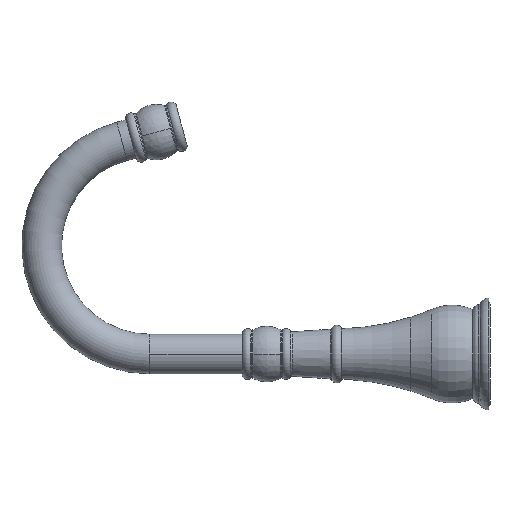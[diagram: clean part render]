
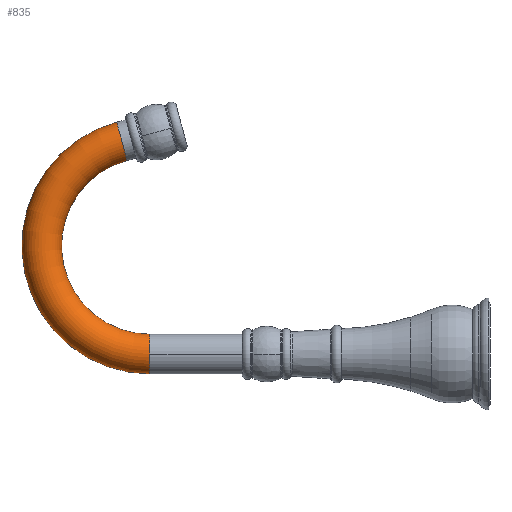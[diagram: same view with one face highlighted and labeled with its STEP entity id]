
A CAD part, left-side view. The second image highlights one B-rep face of the part: STEP entity #835.
In plain terms, the highlighted toroidal (fillet/blend) face has major radius 60 mm and minor radius 11 mm.
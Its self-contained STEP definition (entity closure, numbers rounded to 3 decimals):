
#260 = DIRECTION ( 'NONE',  ( -1., 0., 0. ) ) ;
#835 = ADVANCED_FACE ( 'NONE', ( #27986 ), #15558, .T. ) ;
#3956 = CIRCLE ( 'NONE', #35546, 71. ) ;
#6279 = EDGE_CURVE ( 'NONE', #63691, #15707, #79016, .T. ) ;
#6414 = ORIENTED_EDGE ( 'NONE', *, *, #71309, .F. ) ;
#7267 = DIRECTION ( 'NONE',  ( 0.259, -0.966, 0. ) ) ;
#7352 = EDGE_CURVE ( 'NONE', #15707, #44883, #49522, .T. ) ;
#7671 = DIRECTION ( 'NONE',  ( 0., 0., 1. ) ) ;
#8229 = DIRECTION ( 'NONE',  ( 0., 0., -1. ) ) ;
#10716 = AXIS2_PLACEMENT_3D ( 'NONE', #31572, #56761, #260 ) ;
#15558 = TOROIDAL_SURFACE ( 'NONE', #61639, 60., 11. ) ;
#15644 = CARTESIAN_POINT ( 'NONE',  ( 0., 53., 0. ) ) ;
#15707 = VERTEX_POINT ( 'NONE', #34209 ) ;
#17630 = CARTESIAN_POINT ( 'NONE',  ( 128.581, 71.376, 0. ) ) ;
#22219 = DIRECTION ( 'NONE',  ( 0., 1., 0. ) ) ;
#24902 = CIRCLE ( 'NONE', #37949, 11. ) ;
#26633 = CARTESIAN_POINT ( 'NONE',  ( 117.956, 68.529, 0. ) ) ;
#27986 = FACE_OUTER_BOUND ( 'NONE', #49892, .T. ) ;
#28558 = CARTESIAN_POINT ( 'NONE',  ( 60., 53., 0. ) ) ;
#28781 = CARTESIAN_POINT ( 'NONE',  ( 60., 53., 0. ) ) ;
#30388 = ORIENTED_EDGE ( 'NONE', *, *, #6279, .T. ) ;
#31572 = CARTESIAN_POINT ( 'NONE',  ( 60., 53., 0. ) ) ;
#32328 = ORIENTED_EDGE ( 'NONE', *, *, #7352, .T. ) ;
#34209 = CARTESIAN_POINT ( 'NONE',  ( 0., 53., 11. ) ) ;
#35546 = AXIS2_PLACEMENT_3D ( 'NONE', #28558, #76941, #79281 ) ;
#37949 = AXIS2_PLACEMENT_3D ( 'NONE', #26633, #7267, #7671 ) ;
#39503 = AXIS2_PLACEMENT_3D ( 'NONE', #15644, #22219, #63607 ) ;
#40750 = DIRECTION ( 'NONE',  ( -1., 0., 0. ) ) ;
#44883 = VERTEX_POINT ( 'NONE', #75699 ) ;
#44951 = CARTESIAN_POINT ( 'NONE',  ( 0., 53., 0. ) ) ;
#46177 = DIRECTION ( 'NONE',  ( 0., 0., 1. ) ) ;
#46266 = CIRCLE ( 'NONE', #10716, 49. ) ;
#49522 = CIRCLE ( 'NONE', #73236, 11. ) ;
#49713 = VERTEX_POINT ( 'NONE', #52711 ) ;
#49892 = EDGE_LOOP ( 'NONE', ( #6414, #30388, #32328, #54438, #74525 ) ) ;
#52084 = VERTEX_POINT ( 'NONE', #17630 ) ;
#52711 = CARTESIAN_POINT ( 'NONE',  ( 107.33, 65.682, 0. ) ) ;
#53175 = CARTESIAN_POINT ( 'NONE',  ( -11., 53., 0. ) ) ;
#54438 = ORIENTED_EDGE ( 'NONE', *, *, #75587, .T. ) ;
#56761 = DIRECTION ( 'NONE',  ( 0., 0., -1. ) ) ;
#61639 = AXIS2_PLACEMENT_3D ( 'NONE', #28781, #8229, #40750 ) ;
#63607 = DIRECTION ( 'NONE',  ( 0., 0., 1. ) ) ;
#63691 = VERTEX_POINT ( 'NONE', #53175 ) ;
#65762 = EDGE_CURVE ( 'NONE', #52084, #49713, #24902, .T. ) ;
#71309 = EDGE_CURVE ( 'NONE', #63691, #52084, #3956, .T. ) ;
#73236 = AXIS2_PLACEMENT_3D ( 'NONE', #44951, #77927, #46177 ) ;
#74525 = ORIENTED_EDGE ( 'NONE', *, *, #65762, .F. ) ;
#75587 = EDGE_CURVE ( 'NONE', #44883, #49713, #46266, .T. ) ;
#75699 = CARTESIAN_POINT ( 'NONE',  ( 11., 53., 0. ) ) ;
#76941 = DIRECTION ( 'NONE',  ( 0., 0., -1. ) ) ;
#77927 = DIRECTION ( 'NONE',  ( 0., 1., 0. ) ) ;
#79016 = CIRCLE ( 'NONE', #39503, 11. ) ;
#79281 = DIRECTION ( 'NONE',  ( -1., 0., 0. ) ) ;
